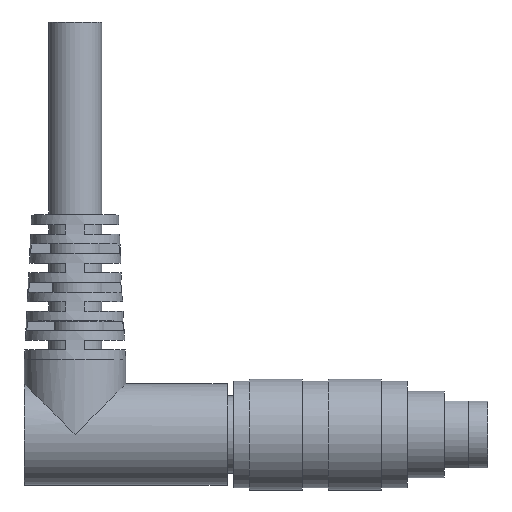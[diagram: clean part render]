
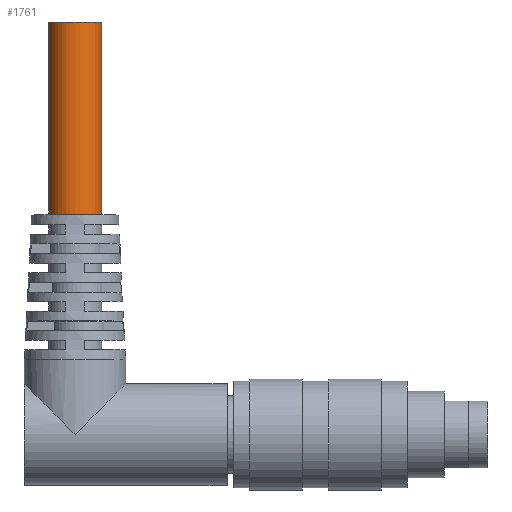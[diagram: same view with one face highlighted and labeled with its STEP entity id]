
A CAD part, top view. The second image highlights one B-rep face of the part: STEP entity #1761.
In plain terms, the highlighted cylindrical face has radius 2.75 mm (diameter 5.5 mm), a full revolution.
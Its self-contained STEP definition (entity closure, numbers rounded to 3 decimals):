
#351=FACE_BOUND('',#543,.T.);
#410=FACE_OUTER_BOUND('',#542,.T.);
#542=EDGE_LOOP('',(#1265));
#543=EDGE_LOOP('',(#1266));
#725=CIRCLE('',#1921,2.75);
#726=CIRCLE('',#1922,2.75);
#847=VERTEX_POINT('',#2794);
#848=VERTEX_POINT('',#2796);
#1022=EDGE_CURVE('',#847,#847,#725,.T.);
#1023=EDGE_CURVE('',#848,#848,#726,.T.);
#1265=ORIENTED_EDGE('',*,*,#1022,.F.);
#1266=ORIENTED_EDGE('',*,*,#1023,.T.);
#1722=CYLINDRICAL_SURFACE('',#1920,2.75);
#1761=ADVANCED_FACE('',(#410,#351),#1722,.T.);
#1920=AXIS2_PLACEMENT_3D('',#2793,#2215,#2216);
#1921=AXIS2_PLACEMENT_3D('',#2795,#2217,#2218);
#1922=AXIS2_PLACEMENT_3D('',#2797,#2219,#2220);
#2215=DIRECTION('center_axis',(0.,1.,0.));
#2216=DIRECTION('ref_axis',(-1.,0.,0.));
#2217=DIRECTION('center_axis',(0.,1.,0.));
#2218=DIRECTION('ref_axis',(-1.,0.,0.));
#2219=DIRECTION('center_axis',(0.,1.,0.));
#2220=DIRECTION('ref_axis',(-1.,0.,0.));
#2793=CARTESIAN_POINT('Origin',(-15.75,32.75,0.));
#2794=CARTESIAN_POINT('',(-13.,42.75,0.));
#2795=CARTESIAN_POINT('Origin',(-15.75,42.75,0.));
#2796=CARTESIAN_POINT('',(-13.,22.75,0.));
#2797=CARTESIAN_POINT('Origin',(-15.75,22.75,0.));
